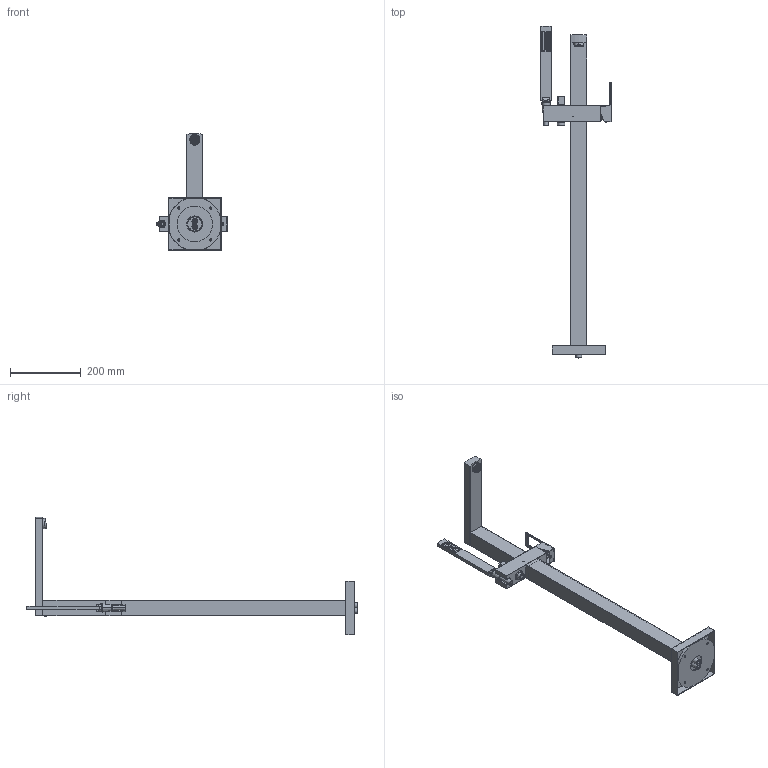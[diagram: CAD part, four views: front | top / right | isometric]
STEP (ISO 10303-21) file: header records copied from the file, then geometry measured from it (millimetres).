
FILE_DESCRIPTION((''),'2;1');
FILE_NAME('EF033CR','2021-01-13T15:48:10',('ut3'),('PAFFONI SpA'),'CREO PARAMETRIC BY PTC INC, 2020044','CREO PARAMETRIC BY PTC INC, 2020044','');
FILE_SCHEMA(('CONFIG_CONTROL_DESIGN','SHAPE_APPEARANCE_LAYERS_GROUPS'));
Products named in the file (1): EF033CR
Bounding box: 199.1 x 936.89 x 330.5 mm (x, y, z)
Volume: 1176029.6 mm3; surface area: 617946.5 mm2
Topology: 7 solids, 7 shells, 3468 faces, 9544 edges, 6166 vertices
Faces by surface type: plane 2576, cylinder 514, cone 198, torus 128, sphere 36, bspline 16
Entity records: 141229 total; most frequent: CARTESIAN_POINT 26692, ORIENTED_EDGE 19020, DIRECTION 18515, EDGE_CURVE 9510, VECTOR 6439, LINE 6439, VERTEX_POINT 6166, AXIS2_PLACEMENT_3D 6038
